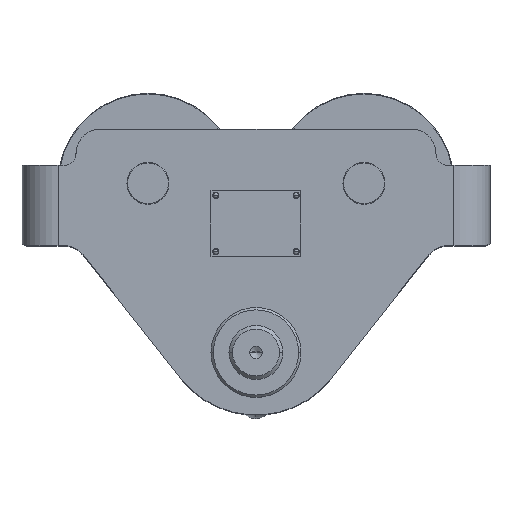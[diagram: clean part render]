
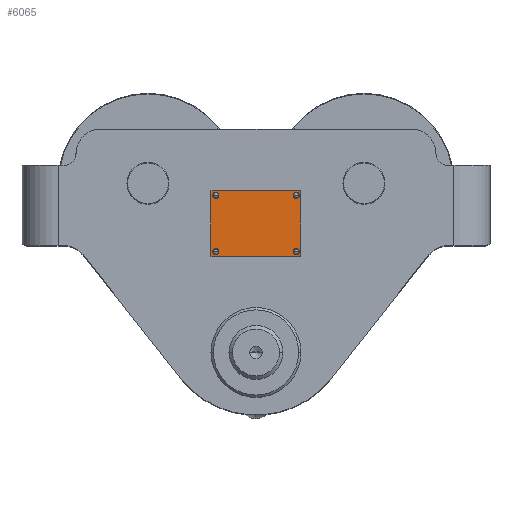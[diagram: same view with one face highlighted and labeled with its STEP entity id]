
A CAD part, top view. The second image highlights one B-rep face of the part: STEP entity #6065.
In plain terms, the highlighted planar face has unit normal (0, 0, 1).
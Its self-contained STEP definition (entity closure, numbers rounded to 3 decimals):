
#4635 = EDGE_CURVE ( 'NONE', #5673, #5682, #18641, .T. ) ;
#5562 = VERTEX_POINT ( 'NONE', #17672 ) ;
#5631 = EDGE_CURVE ( 'NONE', #5682, #5694, #17334, .T. ) ;
#5632 = VERTEX_POINT ( 'NONE', #17823 ) ;
#5638 = VERTEX_POINT ( 'NONE', #18001 ) ;
#5640 = VERTEX_POINT ( 'NONE', #17990 ) ;
#5641 = EDGE_CURVE ( 'NONE', #5632, #5640, #17986, .T. ) ;
#5644 = VERTEX_POINT ( 'NONE', #17995 ) ;
#5645 = VERTEX_POINT ( 'NONE', #17988 ) ;
#5648 = EDGE_CURVE ( 'NONE', #5653, #5562, #17978, .T. ) ;
#5653 = VERTEX_POINT ( 'NONE', #17966 ) ;
#5668 = VERTEX_POINT ( 'NONE', #17950 ) ;
#5669 = EDGE_CURVE ( 'NONE', #5638, #5668, #17987, .T. ) ;
#5673 = VERTEX_POINT ( 'NONE', #17859 ) ;
#5675 = VERTEX_POINT ( 'NONE', #17955 ) ;
#5682 = VERTEX_POINT ( 'NONE', #17936 ) ;
#5694 = VERTEX_POINT ( 'NONE', #17915 ) ;
#5703 = EDGE_CURVE ( 'NONE', #5644, #5645, #17890, .T. ) ;
#5911 = ORIENTED_EDGE ( 'NONE', *, *, #5928, .F. ) ;
#5912 = ORIENTED_EDGE ( 'NONE', *, *, #5919, .F. ) ;
#5913 = ORIENTED_EDGE ( 'NONE', *, *, #5648, .F. ) ;
#5914 = EDGE_CURVE ( 'NONE', #5640, #5632, #18320, .T. ) ;
#5915 = EDGE_LOOP ( 'NONE', ( #5916, #5929 ) ) ;
#5916 = ORIENTED_EDGE ( 'NONE', *, *, #5942, .F. ) ;
#5918 = ORIENTED_EDGE ( 'NONE', *, *, #5641, .F. ) ;
#5919 = EDGE_CURVE ( 'NONE', #5645, #5644, #18240, .T. ) ;
#5920 = ORIENTED_EDGE ( 'NONE', *, *, #5703, .F. ) ;
#5928 = EDGE_CURVE ( 'NONE', #5562, #5653, #18416, .T. ) ;
#5929 = ORIENTED_EDGE ( 'NONE', *, *, #5669, .F. ) ;
#5933 = EDGE_LOOP ( 'NONE', ( #5912, #5920 ) ) ;
#5935 = ORIENTED_EDGE ( 'NONE', *, *, #5979, .T. ) ;
#5942 = EDGE_CURVE ( 'NONE', #5668, #5638, #18407, .T. ) ;
#5952 = EDGE_LOOP ( 'NONE', ( #5954, #5935, #5953, #6014 ) ) ;
#5953 = ORIENTED_EDGE ( 'NONE', *, *, #6023, .T. ) ;
#5954 = ORIENTED_EDGE ( 'NONE', *, *, #5631, .T. ) ;
#5957 = EDGE_LOOP ( 'NONE', ( #5911, #5913 ) ) ;
#5979 = EDGE_CURVE ( 'NONE', #5694, #5675, #18377, .T. ) ;
#6014 = ORIENTED_EDGE ( 'NONE', *, *, #4635, .T. ) ;
#6023 = EDGE_CURVE ( 'NONE', #5675, #5673, #18536, .T. ) ;
#6063 = ORIENTED_EDGE ( 'NONE', *, *, #5914, .F. ) ;
#6064 = EDGE_LOOP ( 'NONE', ( #6063, #5918 ) ) ;
#6065 = ADVANCED_FACE ( 'NONE', ( #18306, #18311, #16753, #17572, #17819 ), #18473, .F. ) ;
#16753 = FACE_BOUND ( 'NONE', #5933, .T. ) ;
#17044 = CARTESIAN_POINT ( 'NONE',  ( 142.5, -106., 222.5 ) ) ;
#17334 = LINE ( 'NONE', #17044, #17830 ) ;
#17572 = FACE_BOUND ( 'NONE', #5915, .T. ) ;
#17672 = CARTESIAN_POINT ( 'NONE',  ( 215.25, -102., 222.5 ) ) ;
#17819 = FACE_OUTER_BOUND ( 'NONE', #5952, .T. ) ;
#17823 = CARTESIAN_POINT ( 'NONE',  ( 144.75, -102., 222.5 ) ) ;
#17830 = VECTOR ( 'NONE', #17849, 1000. ) ;
#17849 = DIRECTION ( 'NONE',  ( 0., -1., 0. ) ) ;
#17857 = DIRECTION ( 'NONE',  ( 1., 0., 0. ) ) ;
#17858 = DIRECTION ( 'NONE',  ( 0., 0., 1. ) ) ;
#17859 = CARTESIAN_POINT ( 'NONE',  ( 217.5, -51., 222.5 ) ) ;
#17866 = AXIS2_PLACEMENT_3D ( 'NONE', #17957, #17858, #17857 ) ;
#17884 = DIRECTION ( 'NONE',  ( 1., 0., 0. ) ) ;
#17885 = DIRECTION ( 'NONE',  ( 0., 0., 1. ) ) ;
#17886 = CARTESIAN_POINT ( 'NONE',  ( 213.5, -55., 222.5 ) ) ;
#17887 = AXIS2_PLACEMENT_3D ( 'NONE', #17886, #17885, #17884 ) ;
#17890 = CIRCLE ( 'NONE', #17887, 1.75 ) ;
#17915 = CARTESIAN_POINT ( 'NONE',  ( 142.5, -106., 222.5 ) ) ;
#17936 = CARTESIAN_POINT ( 'NONE',  ( 142.5, -51., 222.5 ) ) ;
#17950 = CARTESIAN_POINT ( 'NONE',  ( 148.25, -55., 222.5 ) ) ;
#17955 = CARTESIAN_POINT ( 'NONE',  ( 217.5, -106., 222.5 ) ) ;
#17957 = CARTESIAN_POINT ( 'NONE',  ( 146.5, -55., 222.5 ) ) ;
#17966 = CARTESIAN_POINT ( 'NONE',  ( 211.75, -102., 222.5 ) ) ;
#17974 = DIRECTION ( 'NONE',  ( 1., 0., 0. ) ) ;
#17975 = DIRECTION ( 'NONE',  ( 0., 0., 1. ) ) ;
#17976 = CARTESIAN_POINT ( 'NONE',  ( 213.5, -102., 222.5 ) ) ;
#17978 = CIRCLE ( 'NONE', #18002, 1.75 ) ;
#17982 = DIRECTION ( 'NONE',  ( 1., 0., 0. ) ) ;
#17983 = DIRECTION ( 'NONE',  ( 0., 0., 1. ) ) ;
#17984 = CARTESIAN_POINT ( 'NONE',  ( 146.5, -102., 222.5 ) ) ;
#17985 = AXIS2_PLACEMENT_3D ( 'NONE', #17984, #17983, #17982 ) ;
#17986 = CIRCLE ( 'NONE', #17985, 1.75 ) ;
#17987 = CIRCLE ( 'NONE', #17866, 1.75 ) ;
#17988 = CARTESIAN_POINT ( 'NONE',  ( 215.25, -55., 222.5 ) ) ;
#17990 = CARTESIAN_POINT ( 'NONE',  ( 148.25, -102., 222.5 ) ) ;
#17995 = CARTESIAN_POINT ( 'NONE',  ( 211.75, -55., 222.5 ) ) ;
#18001 = CARTESIAN_POINT ( 'NONE',  ( 144.75, -55., 222.5 ) ) ;
#18002 = AXIS2_PLACEMENT_3D ( 'NONE', #17976, #17975, #17974 ) ;
#18240 = CIRCLE ( 'NONE', #18310, 1.75 ) ;
#18306 = FACE_BOUND ( 'NONE', #5957, .T. ) ;
#18308 = DIRECTION ( 'NONE',  ( 1., 0., 0. ) ) ;
#18309 = DIRECTION ( 'NONE',  ( 0., 0., 1. ) ) ;
#18310 = AXIS2_PLACEMENT_3D ( 'NONE', #18323, #18309, #18308 ) ;
#18311 = FACE_BOUND ( 'NONE', #6064, .T. ) ;
#18313 = DIRECTION ( 'NONE',  ( 1., 0., 0. ) ) ;
#18314 = DIRECTION ( 'NONE',  ( 0., 0., 1. ) ) ;
#18315 = CARTESIAN_POINT ( 'NONE',  ( 146.5, -102., 222.5 ) ) ;
#18316 = AXIS2_PLACEMENT_3D ( 'NONE', #18315, #18314, #18313 ) ;
#18320 = CIRCLE ( 'NONE', #18316, 1.75 ) ;
#18323 = CARTESIAN_POINT ( 'NONE',  ( 213.5, -55., 222.5 ) ) ;
#18356 = DIRECTION ( 'NONE',  ( 1., 0., 0. ) ) ;
#18357 = DIRECTION ( 'NONE',  ( 0., 0., 1. ) ) ;
#18358 = CARTESIAN_POINT ( 'NONE',  ( 146.5, -55., 222.5 ) ) ;
#18359 = AXIS2_PLACEMENT_3D ( 'NONE', #18358, #18357, #18356 ) ;
#18376 = CARTESIAN_POINT ( 'NONE',  ( 142.5, -106., 222.5 ) ) ;
#18377 = LINE ( 'NONE', #18376, #18443 ) ;
#18407 = CIRCLE ( 'NONE', #18359, 1.75 ) ;
#18414 = DIRECTION ( 'NONE',  ( 1., 0., 0. ) ) ;
#18415 = AXIS2_PLACEMENT_3D ( 'NONE', #18423, #18430, #18414 ) ;
#18416 = CIRCLE ( 'NONE', #18415, 1.75 ) ;
#18423 = CARTESIAN_POINT ( 'NONE',  ( 213.5, -102., 222.5 ) ) ;
#18430 = DIRECTION ( 'NONE',  ( 0., 0., 1. ) ) ;
#18442 = DIRECTION ( 'NONE',  ( 1., 0., 0. ) ) ;
#18443 = VECTOR ( 'NONE', #18442, 1000. ) ;
#18461 = AXIS2_PLACEMENT_3D ( 'NONE', #18470, #18469, #18467 ) ;
#18467 = DIRECTION ( 'NONE',  ( -1., 0., 0. ) ) ;
#18469 = DIRECTION ( 'NONE',  ( 0., 0., -1. ) ) ;
#18470 = CARTESIAN_POINT ( 'NONE',  ( 142.5, -51., 222.5 ) ) ;
#18473 = PLANE ( 'NONE',  #18461 ) ;
#18515 = DIRECTION ( 'NONE',  ( 0., 1., 0. ) ) ;
#18516 = VECTOR ( 'NONE', #18515, 1000. ) ;
#18517 = CARTESIAN_POINT ( 'NONE',  ( 217.5, -106., 222.5 ) ) ;
#18536 = LINE ( 'NONE', #18517, #18516 ) ;
#18590 = DIRECTION ( 'NONE',  ( -1., 0., 0. ) ) ;
#18591 = VECTOR ( 'NONE', #18590, 1000. ) ;
#18592 = CARTESIAN_POINT ( 'NONE',  ( 142.5, -51., 222.5 ) ) ;
#18641 = LINE ( 'NONE', #18592, #18591 ) ;
